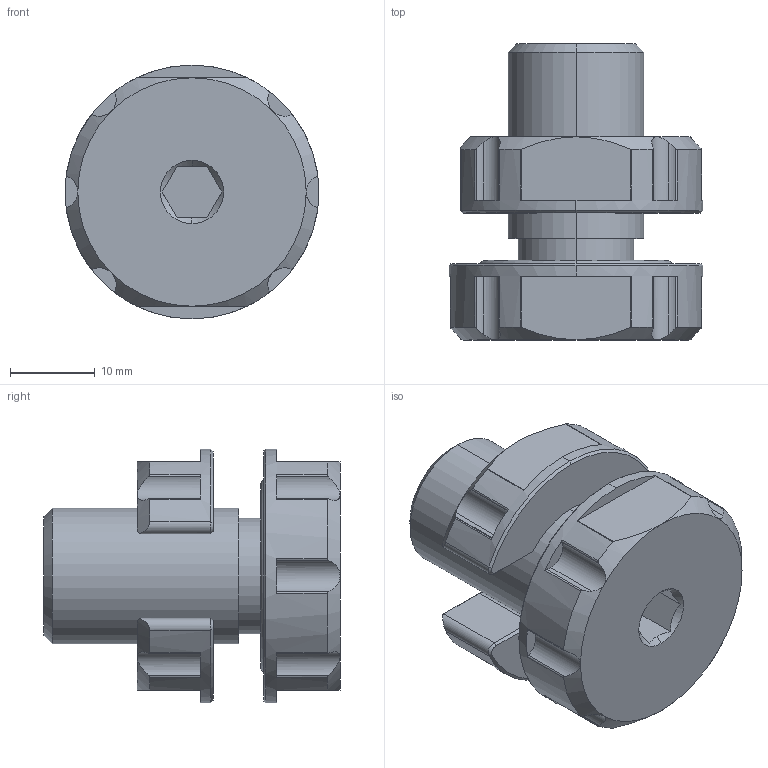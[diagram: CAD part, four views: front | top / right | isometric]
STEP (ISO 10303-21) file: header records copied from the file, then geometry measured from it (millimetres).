
FILE_DESCRIPTION (( 'STEP AP203' ), '1' );
FILE_NAME ('13020201-0016.STEP', '2023-10-04T06:29:48', ( '' ), ( '' ), 'SwSTEP 2.0', 'SolidWorks 2022', '' );
FILE_SCHEMA (( 'CONFIG_CONTROL_DESIGN' ));
Length unit declared in the file: millimetre
Products named in the file (1): 13020201-0016
Bounding box: 30 x 35 x 30 mm (x, y, z)
Volume: 12806.8 mm3; surface area: 6357.8 mm2
Topology: 2 solids, 2 shells, 146 faces, 374 edges, 237 vertices
Faces by surface type: cylinder 67, plane 40, cone 37, torus 2
Entity records: 4941 total; most frequent: CARTESIAN_POINT 1352, ORIENTED_EDGE 748, DIRECTION 742, EDGE_CURVE 374, AXIS2_PLACEMENT_3D 303, VERTEX_POINT 237, CIRCLE 156, EDGE_LOOP 151
